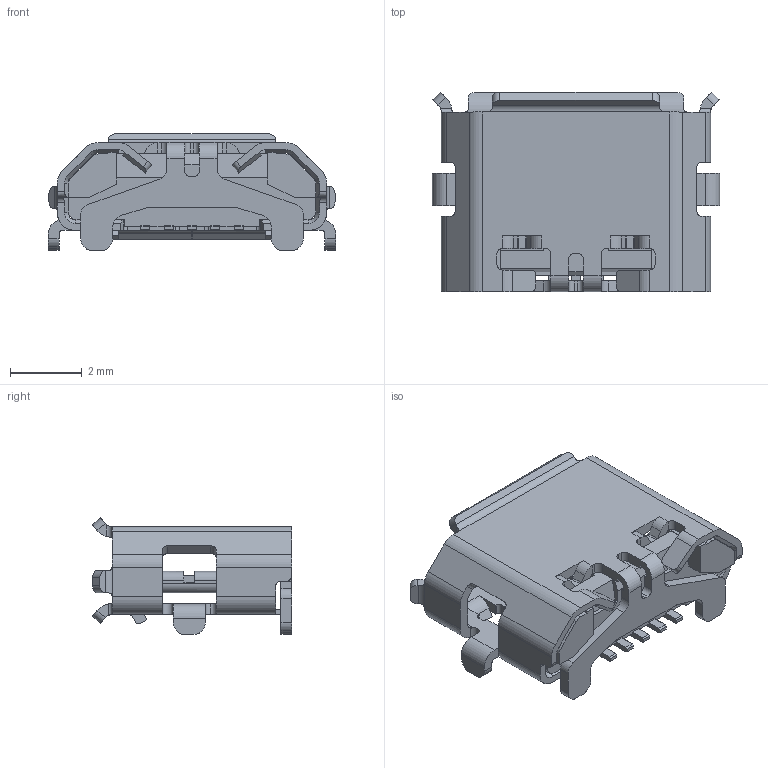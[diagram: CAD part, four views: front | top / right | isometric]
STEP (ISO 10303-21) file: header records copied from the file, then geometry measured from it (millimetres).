
FILE_DESCRIPTION(('CoCreate Modeling STEP Export'),'2;1');
FILE_NAME('010101010-076 反向全插式 有翻边.stp','2017-02-26T14:17:18',(''),(''),'CoCreate Modeling STEP processor for AP214 (Solid Model)','CoCreate Modeling 16.00 13-May-2008 (C) Parametric Technology GmbH','');
FILE_SCHEMA(('AUTOMOTIVE_DESIGN { 1 0 10303 214 1 1 1 1 }'));
Length unit declared in the file: millimetre
Products named in the file (7): CONTACT20120727.4; TCL4DIPSHELL20120727; TCL4DIP20120727_ASM; AA0B010-026.stp; 010101010-043_反向全插式_四面无翻边
.stp; 010101010-076_反向全插式_四面翻边.stp
; 010101010-076_反向全插式_有翻边.stp
Assembly tree (9 placements, depth 6):
  010101010-076_反向全插式_有翻边.stp
    010101010-076_反向全插式_四面翻边.stp

      010101010-043_反向全插式_四面无翻边
.stp
        AA0B010-026.stp
          TCL4DIP20120727_ASM
            CONTACT20120727.4  x4
            TCL4DIPSHELL20120727
Bounding box: 8 x 5.55 x 3.24 mm (x, y, z)
Volume: 43.9 mm3; surface area: 294.3 mm2
Topology: 5 solids, 5 shells, 827 faces, 2357 edges, 1515 vertices
Faces by surface type: plane 556, cylinder 251, cone 20
Entity records: 23217 total; most frequent: CARTESIAN_POINT 4441, ORIENTED_EDGE 4094, DIRECTION 3708, EDGE_CURVE 2037, VECTOR 1542, LINE 1542, VERTEX_POINT 1304, AXIS2_PLACEMENT_3D 1083
